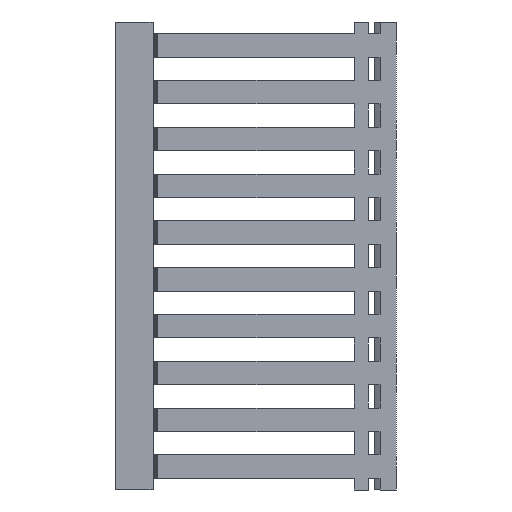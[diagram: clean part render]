
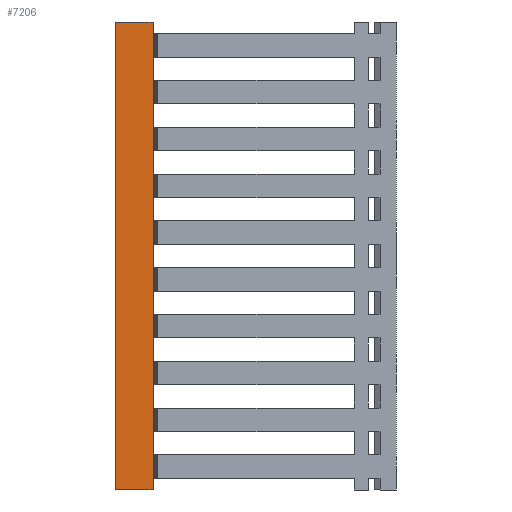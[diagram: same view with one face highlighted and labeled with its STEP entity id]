
A CAD part, left-side view. The second image highlights one B-rep face of the part: STEP entity #7206.
In plain terms, the highlighted planar face has unit normal (-1, 0, 0).
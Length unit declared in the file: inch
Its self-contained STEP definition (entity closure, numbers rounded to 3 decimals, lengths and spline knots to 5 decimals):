
#610 = ORIENTED_EDGE ( 'NONE', *, *, #7082, .T. ) ;
#1337 = CARTESIAN_POINT ( 'NONE',  ( -0.7874, 2.3622, -3.93701 ) ) ;
#2068 = VERTEX_POINT ( 'NONE', #5382 ) ;
#2260 = DIRECTION ( 'NONE',  ( 0., -1., 0. ) ) ;
#2571 = DIRECTION ( 'NONE',  ( 0., 0., 1. ) ) ;
#2632 = LINE ( 'NONE', #8872, #4462 ) ;
#2677 = CARTESIAN_POINT ( 'NONE',  ( -0.7874, 2.3622, 0. ) ) ;
#2708 = EDGE_CURVE ( 'NONE', #2068, #7606, #3513, .T. ) ;
#2854 = VERTEX_POINT ( 'NONE', #4569 ) ;
#2864 = FACE_OUTER_BOUND ( 'NONE', #11453, .T. ) ;
#3108 = CARTESIAN_POINT ( 'NONE',  ( -0.7874, 2.04724, -3.93701 ) ) ;
#3513 = LINE ( 'NONE', #8110, #4251 ) ;
#3923 = DIRECTION ( 'NONE',  ( -1., 0., 0. ) ) ;
#4162 = LINE ( 'NONE', #6864, #10272 ) ;
#4251 = VECTOR ( 'NONE', #4281, 39.37008 ) ;
#4281 = DIRECTION ( 'NONE',  ( 0., 1., 0. ) ) ;
#4382 = ORIENTED_EDGE ( 'NONE', *, *, #8196, .F. ) ;
#4462 = VECTOR ( 'NONE', #2571, 39.37008 ) ;
#4569 = CARTESIAN_POINT ( 'NONE',  ( -0.7874, 2.3622, -3.93701 ) ) ;
#4977 = ORIENTED_EDGE ( 'NONE', *, *, #7666, .T. ) ;
#5382 = CARTESIAN_POINT ( 'NONE',  ( -0.7874, 2.04724, 0. ) ) ;
#5672 = LINE ( 'NONE', #5784, #5768 ) ;
#5768 = VECTOR ( 'NONE', #2260, 39.37008 ) ;
#5784 = CARTESIAN_POINT ( 'NONE',  ( -0.7874, 2.3622, -3.93701 ) ) ;
#6450 = PLANE ( 'NONE',  #9712 ) ;
#6864 = CARTESIAN_POINT ( 'NONE',  ( -0.7874, 2.04724, -3.93701 ) ) ;
#6948 = VERTEX_POINT ( 'NONE', #3108 ) ;
#7082 = EDGE_CURVE ( 'NONE', #6948, #2068, #4162, .T. ) ;
#7206 = ADVANCED_FACE ( 'NONE', ( #2864 ), #6450, .T. ) ;
#7606 = VERTEX_POINT ( 'NONE', #2677 ) ;
#7666 = EDGE_CURVE ( 'NONE', #2854, #6948, #5672, .T. ) ;
#8110 = CARTESIAN_POINT ( 'NONE',  ( -0.7874, 2.3622, 0. ) ) ;
#8196 = EDGE_CURVE ( 'NONE', #2854, #7606, #2632, .T. ) ;
#8872 = CARTESIAN_POINT ( 'NONE',  ( -0.7874, 2.3622, -3.93701 ) ) ;
#9021 = ORIENTED_EDGE ( 'NONE', *, *, #2708, .T. ) ;
#9288 = DIRECTION ( 'NONE',  ( 0., -1., 0. ) ) ;
#9712 = AXIS2_PLACEMENT_3D ( 'NONE', #1337, #3923, #9288 ) ;
#9758 = DIRECTION ( 'NONE',  ( 0., 0., 1. ) ) ;
#10272 = VECTOR ( 'NONE', #9758, 39.37008 ) ;
#11453 = EDGE_LOOP ( 'NONE', ( #4977, #610, #9021, #4382 ) ) ;
